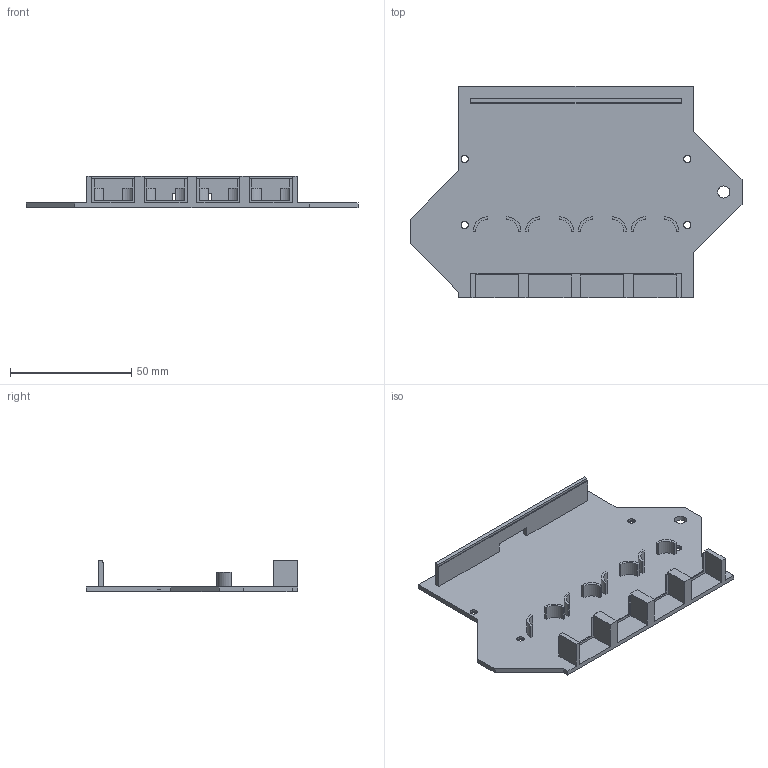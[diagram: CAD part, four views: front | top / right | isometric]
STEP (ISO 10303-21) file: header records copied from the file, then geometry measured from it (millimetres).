
FILE_DESCRIPTION(/* description */ (''),/* implementation_level */ '2;1');
FILE_NAME(/* name */ 'Box for USB extension cabse (base).step',/* time_stamp */ '2025-07-22T18:06:59+03:00',/* author */ (''),/* organization */ (''),/* preprocessor_version */ 'ST-DEVELOPER v20.1',/* originating_system */ 'Autodesk Translation Framework v14.10.0.0',/* authorisation */ '');
FILE_SCHEMA (('AUTOMOTIVE_DESIGN { 1 0 10303 214 3 1 1 }'));
Length unit declared in the file: millimetre
Products named in the file (2): Pieni USB boksi; boksi
Assembly tree (1 placements, depth 2):
  Pieni USB boksi
    boksi
Bounding box: 136.7 x 87.2 x 13 mm (x, y, z)
Volume: 23138.7 mm3; surface area: 24652.7 mm2
Topology: 1 solids, 1 shells, 135 faces, 363 edges, 242 vertices
Faces by surface type: plane 110, cylinder 25
Full cylindrical faces by diameter (mm): 3 x4, 4.4 x4, 5 x1
Entity records: 4264 total; most frequent: CARTESIAN_POINT 743, ORIENTED_EDGE 726, DIRECTION 689, EDGE_CURVE 363, LINE 313, VECTOR 313, VERTEX_POINT 242, AXIS2_PLACEMENT_3D 188
